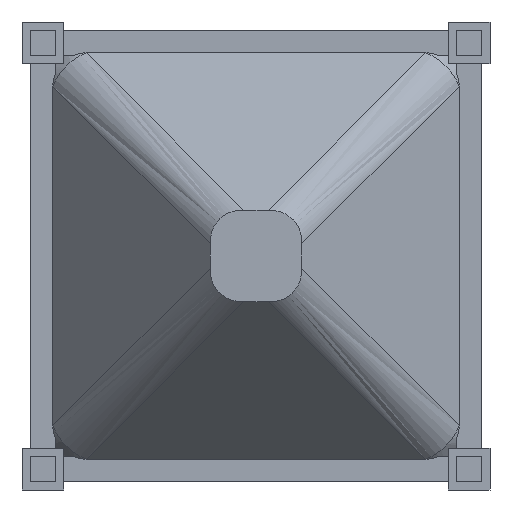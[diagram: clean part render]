
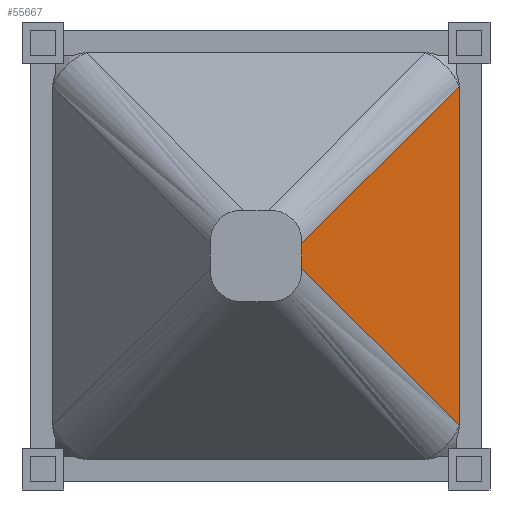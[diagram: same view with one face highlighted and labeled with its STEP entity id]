
A CAD part, front view. The second image highlights one B-rep face of the part: STEP entity #55667.
In plain terms, the highlighted free-form (B-spline) face has degree [1, 1] with [2, 2] control points.
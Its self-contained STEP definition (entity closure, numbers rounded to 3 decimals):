
#55278 = VERTEX_POINT('',#55279);
#55279 = CARTESIAN_POINT('',(647.277,-1627.114,
    540.204));
#55285 = EDGE_CURVE('',#55286,#55278,#55288,.T.);
#55286 = VERTEX_POINT('',#55287);
#55287 = CARTESIAN_POINT('',(647.277,-1627.114,
    -540.204));
#55288 = B_SPLINE_CURVE_WITH_KNOTS('',1,(#55289,#55290),.UNSPECIFIED.,
  .F.,.F.,(2,2),(-420.809,390.809),
  .PIECEWISE_BEZIER_KNOTS.);
#55289 = CARTESIAN_POINT('',(647.277,-1627.114,
    -540.204));
#55290 = CARTESIAN_POINT('',(647.277,-1627.114,
    540.204));
#55625 = EDGE_CURVE('',#55286,#55626,#55628,.T.);
#55626 = VERTEX_POINT('',#55627);
#55627 = CARTESIAN_POINT('',(146.096,-2224.398,
    -39.023));
#55628 = B_SPLINE_CURVE_WITH_KNOTS('',1,(#55629,#55630),.UNSPECIFIED.,
  .F.,.F.,(2,2),(-188.338,507.95),
  .PIECEWISE_BEZIER_KNOTS.);
#55629 = CARTESIAN_POINT('',(647.277,-1627.114,
    -540.204));
#55630 = CARTESIAN_POINT('',(146.096,-2224.398,
    -39.023));
#55667 = ADVANCED_FACE('',(#55668),#55684,.T.);
#55668 = FACE_BOUND('',#55669,.T.);
#55669 = EDGE_LOOP('',(#55670,#55671,#55678,#55683));
#55670 = ORIENTED_EDGE('',*,*,#55285,.T.);
#55671 = ORIENTED_EDGE('',*,*,#55672,.F.);
#55672 = EDGE_CURVE('',#55673,#55278,#55675,.T.);
#55673 = VERTEX_POINT('',#55674);
#55674 = CARTESIAN_POINT('',(146.096,-2224.398,
    39.023));
#55675 = B_SPLINE_CURVE_WITH_KNOTS('',1,(#55676,#55677),.UNSPECIFIED.,
  .F.,.F.,(2,2),(-507.95,188.338),
  .PIECEWISE_BEZIER_KNOTS.);
#55676 = CARTESIAN_POINT('',(146.096,-2224.398,
    39.023));
#55677 = CARTESIAN_POINT('',(647.277,-1627.114,
    540.204));
#55678 = ORIENTED_EDGE('',*,*,#55679,.T.);
#55679 = EDGE_CURVE('',#55673,#55626,#55680,.T.);
#55680 = B_SPLINE_CURVE_WITH_KNOTS('',1,(#55681,#55682),.UNSPECIFIED.,
  .F.,.F.,(2,2),(480.685,539.315),
  .PIECEWISE_BEZIER_KNOTS.);
#55681 = CARTESIAN_POINT('',(146.096,-2224.398,
    39.023));
#55682 = CARTESIAN_POINT('',(146.096,-2224.398,
    -39.023));
#55683 = ORIENTED_EDGE('',*,*,#55625,.F.);
#55684 = B_SPLINE_SURFACE_WITH_KNOTS('',1,1,(
    (#55685,#55686)
    ,(#55687,#55688
    )),.UNSPECIFIED.,.F.,.F.,.F.,(2,2),(2,2),(-915.809,
    -104.191),(36.958,622.679),
  .PIECEWISE_BEZIER_KNOTS.);
#55685 = CARTESIAN_POINT('',(647.277,-1627.114,
    -540.204));
#55686 = CARTESIAN_POINT('',(146.096,-2224.398,
    -540.204));
#55687 = CARTESIAN_POINT('',(647.277,-1627.114,
    540.204));
#55688 = CARTESIAN_POINT('',(146.096,-2224.398,
    540.204));
